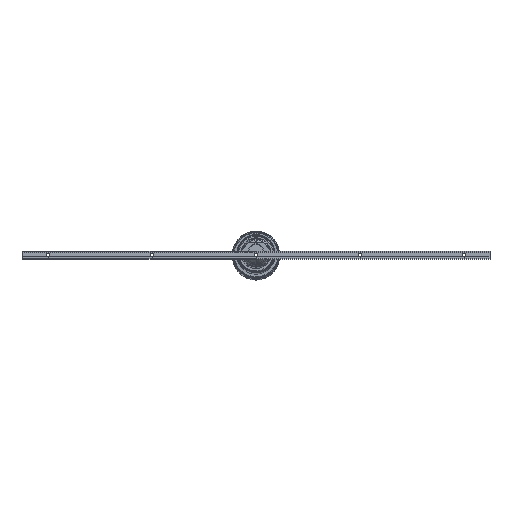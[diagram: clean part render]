
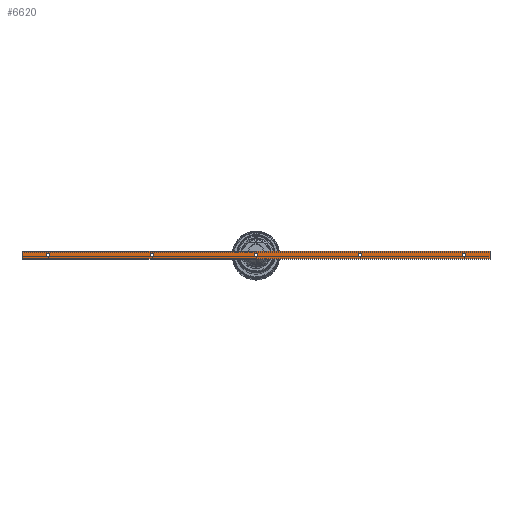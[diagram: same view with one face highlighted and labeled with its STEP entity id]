
A CAD part, top view. The second image highlights one B-rep face of the part: STEP entity #6620.
In plain terms, the highlighted face is planar.
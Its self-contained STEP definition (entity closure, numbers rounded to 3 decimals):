
#138 = VERTEX_POINT ( 'NONE', #11646 ) ;
#224 = AXIS2_PLACEMENT_3D ( 'NONE', #10332, #8578, #4746 ) ;
#333 = CARTESIAN_POINT ( 'NONE',  ( 0., 80., 1350. ) ) ;
#336 = AXIS2_PLACEMENT_3D ( 'NONE', #4120, #7926, #6988 ) ;
#379 = DIRECTION ( 'NONE',  ( -1., 0., 0. ) ) ;
#543 = DIRECTION ( 'NONE',  ( 1., 0., 0. ) ) ;
#547 = CARTESIAN_POINT ( 'NONE',  ( 11.5, 80., 0. ) ) ;
#741 = CARTESIAN_POINT ( 'NONE',  ( 22.5, 80., 1200. ) ) ;
#768 = VERTEX_POINT ( 'NONE', #10067 ) ;
#1146 = CARTESIAN_POINT ( 'NONE',  ( 11.5, 80., -1200. ) ) ;
#1260 = VERTEX_POINT ( 'NONE', #547 ) ;
#1353 = CARTESIAN_POINT ( 'NONE',  ( 22.5, 80., -600. ) ) ;
#1638 = ORIENTED_EDGE ( 'NONE', *, *, #4806, .F. ) ;
#1802 = CIRCLE ( 'NONE', #11942, 11. ) ;
#1861 = VERTEX_POINT ( 'NONE', #8817 ) ;
#2180 = CARTESIAN_POINT ( 'NONE',  ( 22.5, 80., 0. ) ) ;
#2356 = EDGE_CURVE ( 'NONE', #5683, #8207, #6133, .T. ) ;
#2407 = CARTESIAN_POINT ( 'NONE',  ( 45., 80., -1350. ) ) ;
#2480 = CARTESIAN_POINT ( 'NONE',  ( 22.5, 80., 0. ) ) ;
#2621 = CARTESIAN_POINT ( 'NONE',  ( 33.5, 80., -1200. ) ) ;
#2667 = LINE ( 'NONE', #6328, #8094 ) ;
#2781 = CIRCLE ( 'NONE', #8761, 11. ) ;
#2968 = ORIENTED_EDGE ( 'NONE', *, *, #3715, .F. ) ;
#3010 = DIRECTION ( 'NONE',  ( -1., 0., 0. ) ) ;
#3159 = DIRECTION ( 'NONE',  ( -1., 0., 0. ) ) ;
#3197 = AXIS2_PLACEMENT_3D ( 'NONE', #1353, #3275, #7018 ) ;
#3275 = DIRECTION ( 'NONE',  ( 0., 1., 0. ) ) ;
#3287 = EDGE_CURVE ( 'NONE', #4205, #1260, #7333, .T. ) ;
#3353 = AXIS2_PLACEMENT_3D ( 'NONE', #741, #7405, #3807 ) ;
#3423 = EDGE_CURVE ( 'NONE', #1861, #7704, #6809, .T. ) ;
#3438 = CARTESIAN_POINT ( 'NONE',  ( 45., 80., 1350. ) ) ;
#3480 = FACE_BOUND ( 'NONE', #8262, .T. ) ;
#3598 = ORIENTED_EDGE ( 'NONE', *, *, #10103, .T. ) ;
#3599 = VECTOR ( 'NONE', #7822, 1000. ) ;
#3634 = EDGE_LOOP ( 'NONE', ( #9209, #11275 ) ) ;
#3715 = EDGE_CURVE ( 'NONE', #138, #5393, #3733, .T. ) ;
#3733 = CIRCLE ( 'NONE', #336, 11. ) ;
#3807 = DIRECTION ( 'NONE',  ( -1., 0., 0. ) ) ;
#3816 = AXIS2_PLACEMENT_3D ( 'NONE', #5622, #9392, #3897 ) ;
#3897 = DIRECTION ( 'NONE',  ( 1., 0., 0. ) ) ;
#4099 = DIRECTION ( 'NONE',  ( 0., 1., 0. ) ) ;
#4120 = CARTESIAN_POINT ( 'NONE',  ( 22.5, 80., -600. ) ) ;
#4205 = VERTEX_POINT ( 'NONE', #6969 ) ;
#4367 = DIRECTION ( 'NONE',  ( -1., 0., 0. ) ) ;
#4405 = CARTESIAN_POINT ( 'NONE',  ( 22.5, 80., 600. ) ) ;
#4424 = EDGE_CURVE ( 'NONE', #12253, #7704, #2667, .T. ) ;
#4522 = CARTESIAN_POINT ( 'NONE',  ( 33.5, 80., 1200. ) ) ;
#4577 = VERTEX_POINT ( 'NONE', #1146 ) ;
#4580 = EDGE_LOOP ( 'NONE', ( #7796, #3598 ) ) ;
#4607 = VERTEX_POINT ( 'NONE', #7056 ) ;
#4641 = DIRECTION ( 'NONE',  ( -1., 0., 0. ) ) ;
#4746 = DIRECTION ( 'NONE',  ( -1., 0., 0. ) ) ;
#4806 = EDGE_CURVE ( 'NONE', #768, #1861, #5225, .T. ) ;
#4813 = CARTESIAN_POINT ( 'NONE',  ( 45., 80., 1350. ) ) ;
#4862 = DIRECTION ( 'NONE',  ( 0., 0., -1. ) ) ;
#5189 = VERTEX_POINT ( 'NONE', #2621 ) ;
#5225 = LINE ( 'NONE', #3438, #10723 ) ;
#5260 = FACE_BOUND ( 'NONE', #10873, .T. ) ;
#5393 = VERTEX_POINT ( 'NONE', #10370 ) ;
#5622 = CARTESIAN_POINT ( 'NONE',  ( 22.5, 80., 600. ) ) ;
#5639 = CIRCLE ( 'NONE', #7245, 11. ) ;
#5683 = VERTEX_POINT ( 'NONE', #6789 ) ;
#5861 = DIRECTION ( 'NONE',  ( 0., 1., 0. ) ) ;
#5867 = EDGE_CURVE ( 'NONE', #4577, #5189, #2781, .T. ) ;
#5943 = ORIENTED_EDGE ( 'NONE', *, *, #11682, .T. ) ;
#6133 = CIRCLE ( 'NONE', #3353, 11. ) ;
#6263 = PLANE ( 'NONE',  #8728 ) ;
#6296 = ORIENTED_EDGE ( 'NONE', *, *, #10256, .F. ) ;
#6328 = CARTESIAN_POINT ( 'NONE',  ( 45., 80., -1350. ) ) ;
#6578 = CIRCLE ( 'NONE', #224, 11. ) ;
#6620 = ADVANCED_FACE ( 'NONE', ( #5260, #12085, #3480, #7215, #11886, #9104 ), #6263, .F. ) ;
#6788 = ORIENTED_EDGE ( 'NONE', *, *, #10419, .F. ) ;
#6789 = CARTESIAN_POINT ( 'NONE',  ( 11.5, 80., 1200. ) ) ;
#6809 = LINE ( 'NONE', #333, #10149 ) ;
#6969 = CARTESIAN_POINT ( 'NONE',  ( 33.5, 80., 0. ) ) ;
#6978 = AXIS2_PLACEMENT_3D ( 'NONE', #10977, #5861, #3010 ) ;
#6988 = DIRECTION ( 'NONE',  ( -1., 0., 0. ) ) ;
#7018 = DIRECTION ( 'NONE',  ( -1., 0., 0. ) ) ;
#7037 = ORIENTED_EDGE ( 'NONE', *, *, #3287, .F. ) ;
#7056 = CARTESIAN_POINT ( 'NONE',  ( 11.5, 80., 600. ) ) ;
#7215 = FACE_OUTER_BOUND ( 'NONE', #7262, .T. ) ;
#7245 = AXIS2_PLACEMENT_3D ( 'NONE', #2180, #11540, #8795 ) ;
#7262 = EDGE_LOOP ( 'NONE', ( #10630, #8796, #1638, #5943 ) ) ;
#7333 = CIRCLE ( 'NONE', #9143, 11. ) ;
#7405 = DIRECTION ( 'NONE',  ( 0., -1., 0. ) ) ;
#7704 = VERTEX_POINT ( 'NONE', #8591 ) ;
#7796 = ORIENTED_EDGE ( 'NONE', *, *, #2356, .T. ) ;
#7822 = DIRECTION ( 'NONE',  ( 0., 0., -1. ) ) ;
#7926 = DIRECTION ( 'NONE',  ( 0., 1., 0. ) ) ;
#7928 = EDGE_CURVE ( 'NONE', #1260, #4205, #5639, .T. ) ;
#8074 = CARTESIAN_POINT ( 'NONE',  ( 33.5, 80., 600. ) ) ;
#8088 = DIRECTION ( 'NONE',  ( 1., 0., 0. ) ) ;
#8094 = VECTOR ( 'NONE', #4641, 1000. ) ;
#8207 = VERTEX_POINT ( 'NONE', #4522 ) ;
#8262 = EDGE_LOOP ( 'NONE', ( #6788, #2968 ) ) ;
#8578 = DIRECTION ( 'NONE',  ( 0., -1., 0. ) ) ;
#8591 = CARTESIAN_POINT ( 'NONE',  ( 0., 80., -1350. ) ) ;
#8728 = AXIS2_PLACEMENT_3D ( 'NONE', #10973, #11958, #543 ) ;
#8761 = AXIS2_PLACEMENT_3D ( 'NONE', #9877, #8921, #379 ) ;
#8777 = CIRCLE ( 'NONE', #6978, 11. ) ;
#8795 = DIRECTION ( 'NONE',  ( -1., 0., 0. ) ) ;
#8796 = ORIENTED_EDGE ( 'NONE', *, *, #3423, .F. ) ;
#8817 = CARTESIAN_POINT ( 'NONE',  ( 0., 80., 1350. ) ) ;
#8921 = DIRECTION ( 'NONE',  ( 0., 1., 0. ) ) ;
#9104 = FACE_BOUND ( 'NONE', #4580, .T. ) ;
#9143 = AXIS2_PLACEMENT_3D ( 'NONE', #2480, #4099, #3159 ) ;
#9155 = EDGE_CURVE ( 'NONE', #11577, #4607, #1802, .T. ) ;
#9209 = ORIENTED_EDGE ( 'NONE', *, *, #10026, .T. ) ;
#9318 = ORIENTED_EDGE ( 'NONE', *, *, #7928, .F. ) ;
#9392 = DIRECTION ( 'NONE',  ( 0., -1., 0. ) ) ;
#9594 = LINE ( 'NONE', #4813, #3599 ) ;
#9877 = CARTESIAN_POINT ( 'NONE',  ( 22.5, 80., -1200. ) ) ;
#10026 = EDGE_CURVE ( 'NONE', #4607, #11577, #11389, .T. ) ;
#10067 = CARTESIAN_POINT ( 'NONE',  ( 45., 80., 1350. ) ) ;
#10103 = EDGE_CURVE ( 'NONE', #8207, #5683, #6578, .T. ) ;
#10149 = VECTOR ( 'NONE', #4862, 1000. ) ;
#10256 = EDGE_CURVE ( 'NONE', #5189, #4577, #8777, .T. ) ;
#10332 = CARTESIAN_POINT ( 'NONE',  ( 22.5, 80., 1200. ) ) ;
#10370 = CARTESIAN_POINT ( 'NONE',  ( 11.5, 80., -600. ) ) ;
#10419 = EDGE_CURVE ( 'NONE', #5393, #138, #11185, .T. ) ;
#10630 = ORIENTED_EDGE ( 'NONE', *, *, #4424, .T. ) ;
#10723 = VECTOR ( 'NONE', #4367, 1000. ) ;
#10777 = ORIENTED_EDGE ( 'NONE', *, *, #5867, .F. ) ;
#10873 = EDGE_LOOP ( 'NONE', ( #10777, #6296 ) ) ;
#10973 = CARTESIAN_POINT ( 'NONE',  ( 45., 80., 1350. ) ) ;
#10977 = CARTESIAN_POINT ( 'NONE',  ( 22.5, 80., -1200. ) ) ;
#11035 = DIRECTION ( 'NONE',  ( 0., -1., 0. ) ) ;
#11185 = CIRCLE ( 'NONE', #3197, 11. ) ;
#11275 = ORIENTED_EDGE ( 'NONE', *, *, #9155, .T. ) ;
#11284 = EDGE_LOOP ( 'NONE', ( #9318, #7037 ) ) ;
#11389 = CIRCLE ( 'NONE', #3816, 11. ) ;
#11540 = DIRECTION ( 'NONE',  ( 0., 1., 0. ) ) ;
#11577 = VERTEX_POINT ( 'NONE', #8074 ) ;
#11646 = CARTESIAN_POINT ( 'NONE',  ( 33.5, 80., -600. ) ) ;
#11682 = EDGE_CURVE ( 'NONE', #768, #12253, #9594, .T. ) ;
#11886 = FACE_BOUND ( 'NONE', #3634, .T. ) ;
#11942 = AXIS2_PLACEMENT_3D ( 'NONE', #4405, #11035, #8088 ) ;
#11958 = DIRECTION ( 'NONE',  ( 0., -1., 0. ) ) ;
#12085 = FACE_BOUND ( 'NONE', #11284, .T. ) ;
#12253 = VERTEX_POINT ( 'NONE', #2407 ) ;
